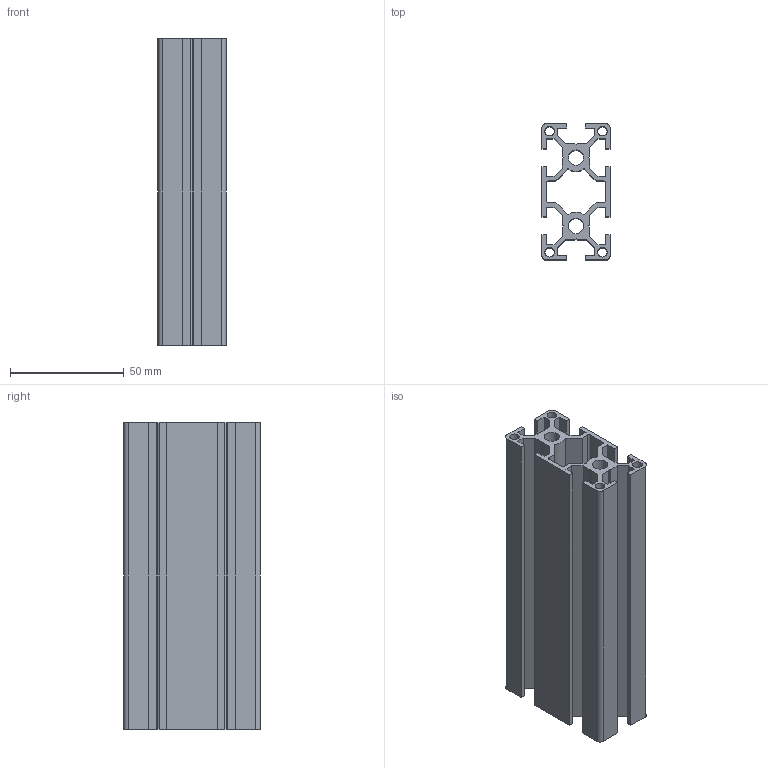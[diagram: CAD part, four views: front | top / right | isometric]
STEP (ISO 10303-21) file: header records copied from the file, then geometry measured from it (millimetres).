
FILE_DESCRIPTION(/* description */ ('STEP AP214'),/* implementation_level */ '2;1');
FILE_NAME(/* name */ 'HFS6-3060-135-RTP',/* time_stamp */ '2024-06-20T07:24:31+02:00',/* author */ ('License CC BY-ND 4.0'),/* organization */ ('CADENAS'),/* preprocessor_version */ 'ST-DEVELOPER v19.3',/* originating_system */ 'PARTsolutions',/* authorisation */ ' ');
FILE_SCHEMA (('AUTOMOTIVE_DESIGN {1 0 10303 214 3 1 1}'));
Length unit declared in the file: millimetre
Products named in the file (1): HFS6-3060-135-RTP
Bounding box: 30 x 60 x 135 mm (x, y, z)
Volume: 79928.4 mm3; surface area: 73516.6 mm2
Topology: 1 solids, 1 shells, 120 faces, 346 edges, 230 vertices
Faces by surface type: plane 96, cylinder 22, cone 2
Full cylindrical faces by diameter (mm): 4.2 x4, 6.647 x2, 6.8 x2
Entity records: 3908 total; most frequent: CARTESIAN_POINT 687, ORIENTED_EDGE 672, DIRECTION 624, EDGE_CURVE 336, LINE 290, VECTOR 290, VERTEX_POINT 230, AXIS2_PLACEMENT_3D 167
